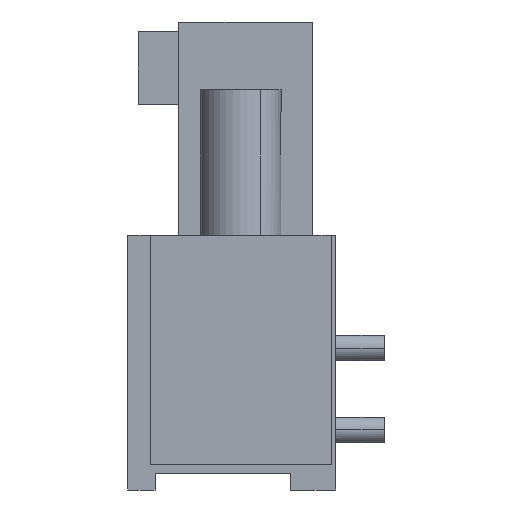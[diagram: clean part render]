
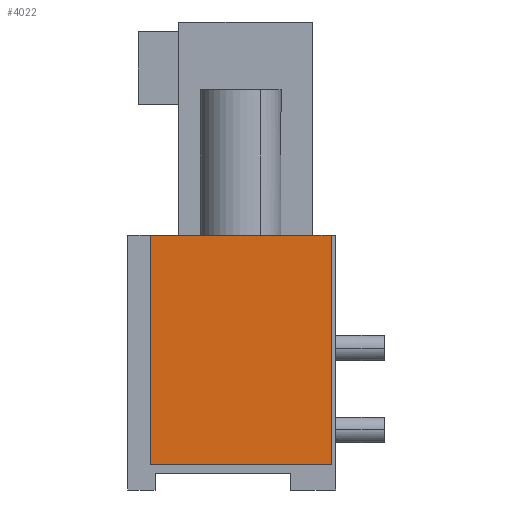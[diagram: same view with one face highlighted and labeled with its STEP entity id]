
A CAD part, left-side view. The second image highlights one B-rep face of the part: STEP entity #4022.
In plain terms, the highlighted planar face has unit normal (-1, 0, 0).
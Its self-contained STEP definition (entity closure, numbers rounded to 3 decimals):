
#797=CARTESIAN_POINT('Vertex',(0.,7.25,7.9)) ;
#800=CARTESIAN_POINT('Line Origine',(0.,4.45,7.9)) ;
#804=CARTESIAN_POINT('Vertex',(0.,1.65,7.9)) ;
#1637=CARTESIAN_POINT('Vertex',(0.,1.65,0.8)) ;
#1640=CARTESIAN_POINT('Line Origine',(0.,1.65,4.35)) ;
#1657=CARTESIAN_POINT('Line Origine',(0.,4.45,0.8)) ;
#1661=CARTESIAN_POINT('Vertex',(0.,7.25,0.8)) ;
#1699=CARTESIAN_POINT('Line Origine',(0.,7.25,4.35)) ;
#4011=CARTESIAN_POINT('Axis2P3D Location',(0.,7.25,7.9)) ;
#801=DIRECTION('Vector Direction',(0.,-1.,0.)) ;
#1641=DIRECTION('Vector Direction',(0.,0.,-1.)) ;
#1658=DIRECTION('Vector Direction',(0.,-1.,0.)) ;
#1700=DIRECTION('Vector Direction',(0.,0.,-1.)) ;
#4012=DIRECTION('Axis2P3D Direction',(1.,0.,0.)) ;
#4013=DIRECTION('Axis2P3D XDirection',(0.,-1.,0.)) ;
#4014=AXIS2_PLACEMENT_3D('Plane Axis2P3D',#4011,#4012,#4013) ;
#4017=ORIENTED_EDGE('',*,*,#1663,.T.) ;
#4018=ORIENTED_EDGE('',*,*,#1644,.F.) ;
#4019=ORIENTED_EDGE('',*,*,#806,.F.) ;
#4020=ORIENTED_EDGE('',*,*,#1703,.T.) ;
#802=VECTOR('Line Direction',#801,1.) ;
#1642=VECTOR('Line Direction',#1641,1.) ;
#1659=VECTOR('Line Direction',#1658,1.) ;
#1701=VECTOR('Line Direction',#1700,1.) ;
#4022=ADVANCED_FACE('HOUSING',(#4021),#4015,.F.) ;
#806=EDGE_CURVE('',#798,#805,#803,.T.) ;
#1644=EDGE_CURVE('',#805,#1638,#1643,.T.) ;
#1663=EDGE_CURVE('',#1662,#1638,#1660,.T.) ;
#1703=EDGE_CURVE('',#798,#1662,#1702,.T.) ;
#4016=EDGE_LOOP('',(#4017,#4018,#4019,#4020)) ;
#4021=FACE_OUTER_BOUND('',#4016,.T.) ;
#803=LINE('Line',#800,#802) ;
#1643=LINE('Line',#1640,#1642) ;
#1660=LINE('Line',#1657,#1659) ;
#1702=LINE('Line',#1699,#1701) ;
#4015=PLANE('',#4014) ;
#798=VERTEX_POINT('',#797) ;
#805=VERTEX_POINT('',#804) ;
#1638=VERTEX_POINT('',#1637) ;
#1662=VERTEX_POINT('',#1661) ;
